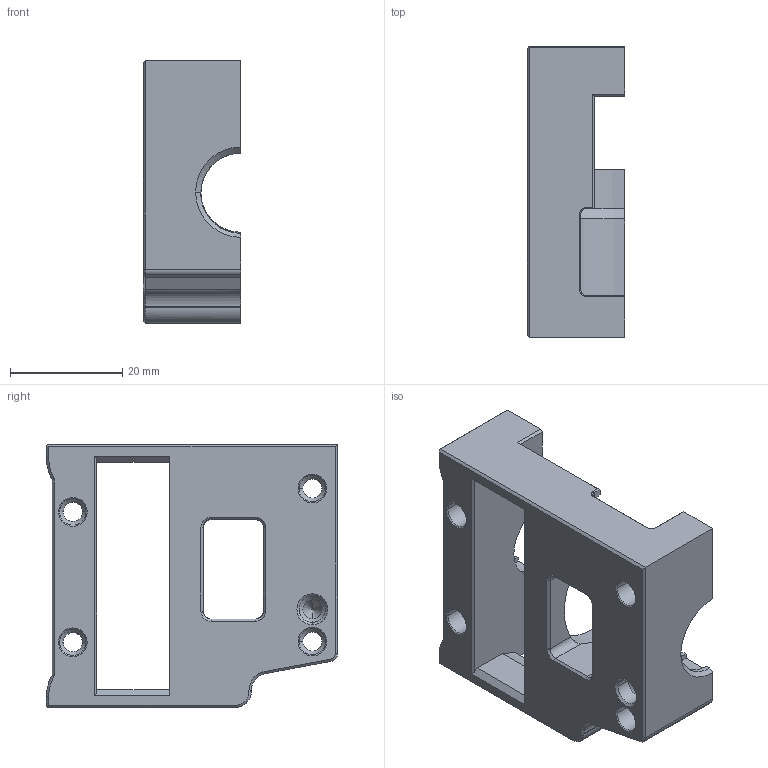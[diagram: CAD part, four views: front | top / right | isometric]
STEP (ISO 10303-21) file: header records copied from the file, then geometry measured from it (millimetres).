
FILE_DESCRIPTION (( 'STEP AP214' ), '1' );
FILE_NAME ('Z Drive.STEP', '2021-09-07T17:07:55', ( '' ), ( '' ), 'SwSTEP 2.0', 'SolidWorks 2021', '' );
FILE_SCHEMA (( 'AUTOMOTIVE_DESIGN' ));
Length unit declared in the file: millimetre
Products named in the file (1): Z Drive
Bounding box: 17.41 x 51.88 x 46.85 mm (x, y, z)
Volume: 18645.7 mm3; surface area: 9196.1 mm2
Topology: 1 solids, 1 shells, 170 faces, 440 edges, 273 vertices
Faces by surface type: plane 62, cylinder 49, cone 48, bspline 11
Entity records: 5696 total; most frequent: CARTESIAN_POINT 1498, ORIENTED_EDGE 880, DIRECTION 864, EDGE_CURVE 440, AXIS2_PLACEMENT_3D 302, VERTEX_POINT 273, LINE 260, VECTOR 260
